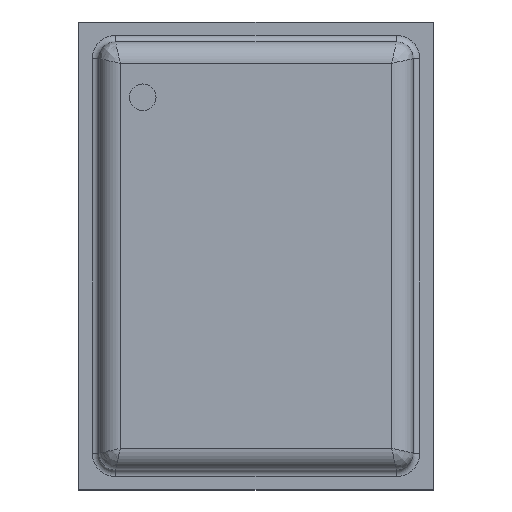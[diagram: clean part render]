
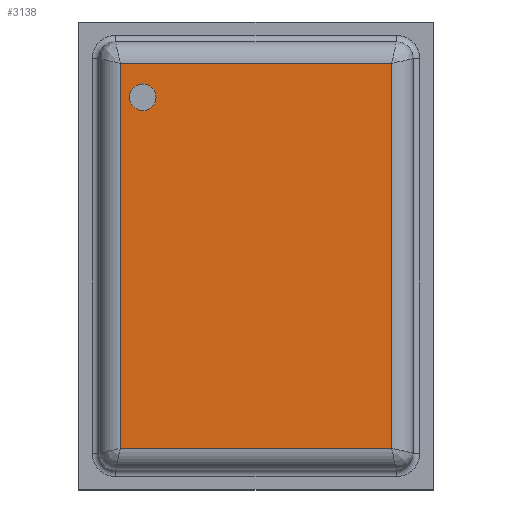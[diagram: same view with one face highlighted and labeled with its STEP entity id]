
A CAD part, top view. The second image highlights one B-rep face of the part: STEP entity #3138.
In plain terms, the highlighted planar face has unit normal (0, 0, 1).
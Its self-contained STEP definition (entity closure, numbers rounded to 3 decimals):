
#47 = DIRECTION ( 'NONE',  ( 1., 0., 0. ) ) ;
#241 = DIRECTION ( 'NONE',  ( 0., 1., 0. ) ) ;
#438 = CARTESIAN_POINT ( 'NONE',  ( -0.847, 1.186, 0.75 ) ) ;
#525 = CARTESIAN_POINT ( 'NONE',  ( -0.747, 1.186, 0.75 ) ) ;
#704 = CARTESIAN_POINT ( 'NONE',  ( -1.015, -1.475, 0.75 ) ) ;
#1287 = CARTESIAN_POINT ( 'NONE',  ( 1.015, 0., 0.75 ) ) ;
#1419 = AXIS2_PLACEMENT_3D ( 'NONE', #3071, #10720, #47 ) ;
#1499 = CARTESIAN_POINT ( 'NONE',  ( 1.015, -1.44, 0.75 ) ) ;
#1575 = PLANE ( 'NONE',  #13724 ) ;
#1735 = DIRECTION ( 'NONE',  ( 0., -1., 0. ) ) ;
#1919 = ORIENTED_EDGE ( 'NONE', *, *, #9302, .F. ) ;
#1926 = DIRECTION ( 'NONE',  ( 0., 0., 1. ) ) ;
#2552 = DIRECTION ( 'NONE',  ( 1., 0., 0. ) ) ;
#2710 = FACE_OUTER_BOUND ( 'NONE', #7196, .T. ) ;
#2921 = DIRECTION ( 'NONE',  ( 1., 0., 0. ) ) ;
#3071 = CARTESIAN_POINT ( 'NONE',  ( -0.847, 1.186, 0.75 ) ) ;
#3138 = ADVANCED_FACE ( 'NONE', ( #11197, #2710 ), #1575, .T. ) ;
#3883 = CARTESIAN_POINT ( 'NONE',  ( -0.947, 1.186, 0.75 ) ) ;
#3958 = CARTESIAN_POINT ( 'NONE',  ( -1.015, -1.44, 0.75 ) ) ;
#4064 = VERTEX_POINT ( 'NONE', #3883 ) ;
#4104 = ORIENTED_EDGE ( 'NONE', *, *, #5707, .T. ) ;
#4606 = EDGE_CURVE ( 'NONE', #5779, #5695, #8738, .T. ) ;
#4687 = VERTEX_POINT ( 'NONE', #525 ) ;
#4750 = DIRECTION ( 'NONE',  ( 0., 0., 1. ) ) ;
#4768 = EDGE_LOOP ( 'NONE', ( #1919, #7172 ) ) ;
#5695 = VERTEX_POINT ( 'NONE', #6113 ) ;
#5707 = EDGE_CURVE ( 'NONE', #5975, #8020, #8337, .T. ) ;
#5779 = VERTEX_POINT ( 'NONE', #1499 ) ;
#5975 = VERTEX_POINT ( 'NONE', #8521 ) ;
#6113 = CARTESIAN_POINT ( 'NONE',  ( 1.015, 1.44, 0.75 ) ) ;
#6732 = VECTOR ( 'NONE', #241, 1000. ) ;
#6841 = EDGE_CURVE ( 'NONE', #4064, #4687, #10850, .T. ) ;
#6923 = CIRCLE ( 'NONE', #12501, 0.1 ) ;
#7172 = ORIENTED_EDGE ( 'NONE', *, *, #6841, .F. ) ;
#7196 = EDGE_LOOP ( 'NONE', ( #13621, #12665, #10651, #4104 ) ) ;
#7283 = DIRECTION ( 'NONE',  ( -1., 0., 0. ) ) ;
#8020 = VERTEX_POINT ( 'NONE', #3958 ) ;
#8337 = LINE ( 'NONE', #704, #13040 ) ;
#8521 = CARTESIAN_POINT ( 'NONE',  ( -1.015, 1.44, 0.75 ) ) ;
#8738 = LINE ( 'NONE', #1287, #6732 ) ;
#9062 = LINE ( 'NONE', #13335, #11347 ) ;
#9302 = EDGE_CURVE ( 'NONE', #4687, #4064, #6923, .T. ) ;
#10292 = DIRECTION ( 'NONE',  ( 1., 0., 0. ) ) ;
#10561 = EDGE_CURVE ( 'NONE', #5695, #5975, #12331, .T. ) ;
#10641 = CARTESIAN_POINT ( 'NONE',  ( 0., 0., 0.75 ) ) ;
#10651 = ORIENTED_EDGE ( 'NONE', *, *, #10561, .T. ) ;
#10720 = DIRECTION ( 'NONE',  ( 0., 0., 1. ) ) ;
#10850 = CIRCLE ( 'NONE', #1419, 0.1 ) ;
#10990 = VECTOR ( 'NONE', #7283, 1000. ) ;
#10993 = EDGE_CURVE ( 'NONE', #8020, #5779, #9062, .T. ) ;
#11197 = FACE_BOUND ( 'NONE', #4768, .T. ) ;
#11347 = VECTOR ( 'NONE', #10292, 1000. ) ;
#12331 = LINE ( 'NONE', #13649, #10990 ) ;
#12501 = AXIS2_PLACEMENT_3D ( 'NONE', #438, #4750, #2552 ) ;
#12665 = ORIENTED_EDGE ( 'NONE', *, *, #4606, .T. ) ;
#13040 = VECTOR ( 'NONE', #1735, 1000. ) ;
#13335 = CARTESIAN_POINT ( 'NONE',  ( 1.05, -1.44, 0.75 ) ) ;
#13621 = ORIENTED_EDGE ( 'NONE', *, *, #10993, .T. ) ;
#13649 = CARTESIAN_POINT ( 'NONE',  ( 0., 1.44, 0.75 ) ) ;
#13724 = AXIS2_PLACEMENT_3D ( 'NONE', #10641, #1926, #2921 ) ;
